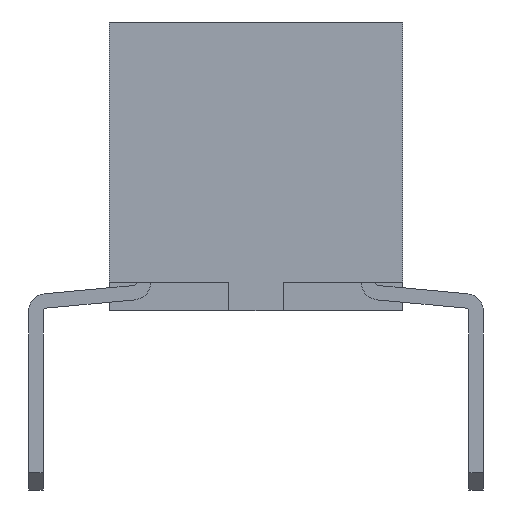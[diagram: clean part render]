
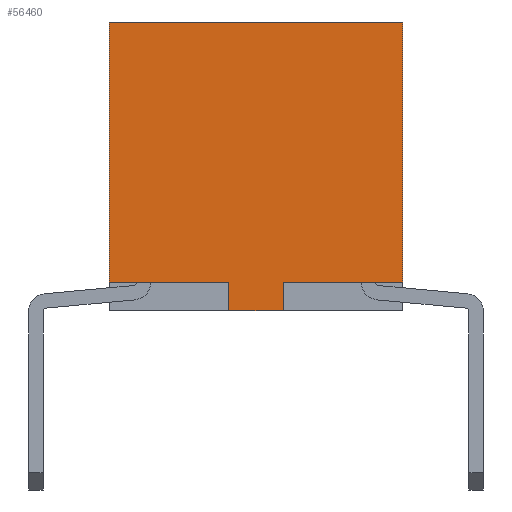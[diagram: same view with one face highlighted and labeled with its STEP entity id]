
A CAD part, front view. The second image highlights one B-rep face of the part: STEP entity #56460.
In plain terms, the highlighted face is planar.
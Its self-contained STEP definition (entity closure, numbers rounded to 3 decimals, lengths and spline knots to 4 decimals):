
#14381=ORIENTED_EDGE('',*,*,#20776,.F.);
#14382=ORIENTED_EDGE('',*,*,#20775,.T.);
#14383=ORIENTED_EDGE('',*,*,#14939,.T.);
#14384=ORIENTED_EDGE('',*,*,#20777,.F.);
#14385=ORIENTED_EDGE('',*,*,#20778,.F.);
#14386=ORIENTED_EDGE('',*,*,#20779,.F.);
#14387=ORIENTED_EDGE('',*,*,#15334,.T.);
#14388=ORIENTED_EDGE('',*,*,#20742,.T.);
#14939=EDGE_CURVE('',#20954,#20953,#24800,.T.);
#15334=EDGE_CURVE('',#21208,#21207,#25060,.T.);
#20742=EDGE_CURVE('',#21207,#24656,#28900,.T.);
#20775=EDGE_CURVE('',#24672,#20954,#28933,.T.);
#20776=EDGE_CURVE('',#24672,#24656,#28934,.T.);
#20777=EDGE_CURVE('',#24673,#20953,#28935,.T.);
#20778=EDGE_CURVE('',#24674,#24673,#28936,.T.);
#20779=EDGE_CURVE('',#21208,#24674,#28937,.T.);
#20953=VERTEX_POINT('',#72039);
#20954=VERTEX_POINT('',#72041);
#21207=VERTEX_POINT('',#72912);
#21208=VERTEX_POINT('',#72914);
#24656=VERTEX_POINT('',#84676);
#24672=VERTEX_POINT('',#84740);
#24673=VERTEX_POINT('',#84745);
#24674=VERTEX_POINT('',#84747);
#24800=LINE('',#72040,#29102);
#25060=LINE('',#72913,#29362);
#28900=LINE('',#84677,#33202);
#28933=LINE('',#84741,#33235);
#28934=LINE('',#84743,#33236);
#28935=LINE('',#84744,#33237);
#28936=LINE('',#84746,#33238);
#28937=LINE('',#84748,#33239);
#29102=VECTOR('',#60433,1000.);
#29362=VECTOR('',#61195,1000.);
#33202=VECTOR('',#71493,1000.);
#33235=VECTOR('',#71556,1000.);
#33236=VECTOR('',#71559,1000.);
#33237=VECTOR('',#71560,1000.);
#33238=VECTOR('',#71561,1000.);
#33239=VECTOR('',#71562,1000.);
#35517=EDGE_LOOP('',(#14381,#14382,#14383,#14384,#14385,#14386,#14387,#14388));
#37785=FACE_BOUND('',#35517,.T.);
#39145=PLANE('',#60087);
#56460=ADVANCED_FACE('',(#37785),#39145,.F.);
#60087=AXIS2_PLACEMENT_3D('',#84742,#71557,#71558);
#60433=DIRECTION('',(0.,-1.,0.));
#61195=DIRECTION('',(0.,-1.,0.));
#71493=DIRECTION('',(0.,0.,-1.));
#71556=DIRECTION('',(0.,0.,1.));
#71557=DIRECTION('',(1.,0.,0.));
#71558=DIRECTION('',(0.,0.,-1.));
#71559=DIRECTION('',(0.,1.,0.));
#71560=DIRECTION('',(0.,0.,-1.));
#71561=DIRECTION('',(0.,-1.,0.));
#71562=DIRECTION('',(0.,0.,1.));
#72039=CARTESIAN_POINT('',(-16.81,-2.54,-2.));
#72040=CARTESIAN_POINT('',(-16.81,0.,-2.));
#72041=CARTESIAN_POINT('',(-16.81,-0.47,-2.));
#72912=CARTESIAN_POINT('',(-16.81,0.47,-2.));
#72913=CARTESIAN_POINT('',(-16.81,0.,-2.));
#72914=CARTESIAN_POINT('',(-16.81,2.54,-2.));
#84676=CARTESIAN_POINT('',(-16.81,0.47,-2.5));
#84677=CARTESIAN_POINT('',(-16.81,0.47,0.));
#84740=CARTESIAN_POINT('',(-16.81,-0.47,-2.5));
#84741=CARTESIAN_POINT('',(-16.81,-0.47,0.));
#84742=CARTESIAN_POINT('',(-16.81,0.,0.));
#84743=CARTESIAN_POINT('',(-16.81,-2.54,-2.5));
#84744=CARTESIAN_POINT('',(-16.81,-2.54,2.5));
#84745=CARTESIAN_POINT('',(-16.81,-2.54,2.5));
#84746=CARTESIAN_POINT('',(-16.81,2.54,2.5));
#84747=CARTESIAN_POINT('',(-16.81,2.54,2.5));
#84748=CARTESIAN_POINT('',(-16.81,2.54,-2.5));
